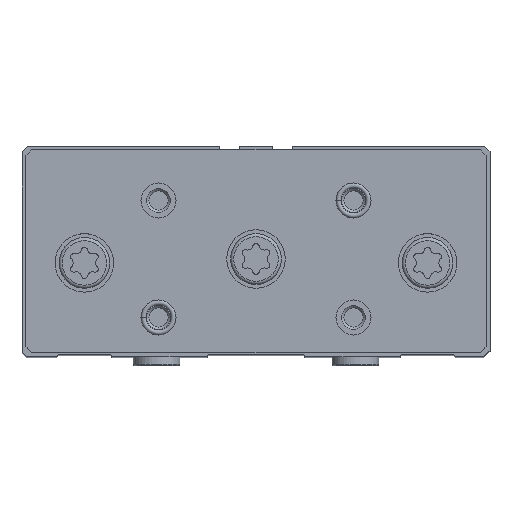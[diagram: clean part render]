
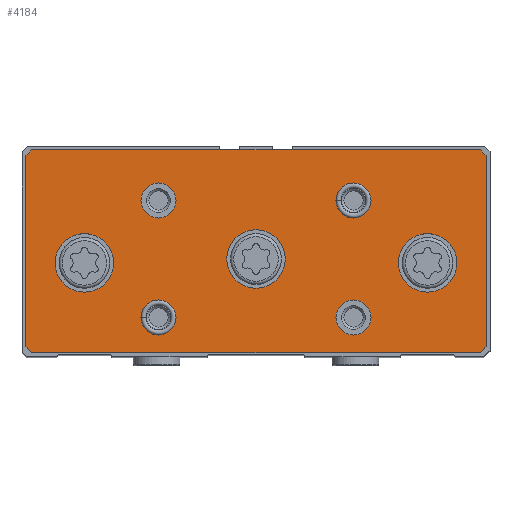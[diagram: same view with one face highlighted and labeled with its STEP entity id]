
A CAD part, top view. The second image highlights one B-rep face of the part: STEP entity #4184.
In plain terms, the highlighted face is planar.
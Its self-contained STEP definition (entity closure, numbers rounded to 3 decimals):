
#394=LINE('',#7225,#612);
#398=LINE('',#7234,#616);
#401=LINE('',#7240,#619);
#404=LINE('',#7246,#622);
#407=LINE('',#7252,#625);
#410=LINE('',#7258,#628);
#413=LINE('',#7264,#631);
#416=LINE('',#7270,#634);
#612=VECTOR('',#5912,1000.);
#616=VECTOR('',#5918,1000.);
#619=VECTOR('',#5923,1000.);
#622=VECTOR('',#5928,1000.);
#625=VECTOR('',#5933,1000.);
#628=VECTOR('',#5938,1000.);
#631=VECTOR('',#5943,1000.);
#634=VECTOR('',#5948,1000.);
#1316=ORIENTED_EDGE('',*,*,#2071,.F.);
#1317=ORIENTED_EDGE('',*,*,#2072,.F.);
#1318=ORIENTED_EDGE('',*,*,#2073,.F.);
#1319=ORIENTED_EDGE('',*,*,#2074,.F.);
#1320=ORIENTED_EDGE('',*,*,#2075,.F.);
#1321=ORIENTED_EDGE('',*,*,#2076,.F.);
#1322=ORIENTED_EDGE('',*,*,#2077,.F.);
#1323=ORIENTED_EDGE('',*,*,#2040,.T.);
#1324=ORIENTED_EDGE('',*,*,#2044,.T.);
#1325=ORIENTED_EDGE('',*,*,#2047,.T.);
#1326=ORIENTED_EDGE('',*,*,#2050,.T.);
#1327=ORIENTED_EDGE('',*,*,#2053,.T.);
#1328=ORIENTED_EDGE('',*,*,#2056,.T.);
#1329=ORIENTED_EDGE('',*,*,#2059,.T.);
#1330=ORIENTED_EDGE('',*,*,#2062,.T.);
#2040=EDGE_CURVE('',#2517,#2518,#394,.T.);
#2044=EDGE_CURVE('',#2518,#2521,#398,.T.);
#2047=EDGE_CURVE('',#2521,#2523,#401,.T.);
#2050=EDGE_CURVE('',#2523,#2525,#404,.T.);
#2053=EDGE_CURVE('',#2525,#2527,#407,.T.);
#2056=EDGE_CURVE('',#2527,#2529,#410,.T.);
#2059=EDGE_CURVE('',#2529,#2531,#413,.T.);
#2062=EDGE_CURVE('',#2531,#2517,#416,.T.);
#2071=EDGE_CURVE('',#2538,#2538,#2846,.T.);
#2072=EDGE_CURVE('',#2539,#2539,#2847,.T.);
#2073=EDGE_CURVE('',#2540,#2540,#2848,.T.);
#2074=EDGE_CURVE('',#2541,#2541,#2849,.T.);
#2075=EDGE_CURVE('',#2542,#2542,#2850,.T.);
#2076=EDGE_CURVE('',#2543,#2543,#2851,.T.);
#2077=EDGE_CURVE('',#2544,#2544,#2852,.T.);
#2517=VERTEX_POINT('',#7226);
#2518=VERTEX_POINT('',#7227);
#2521=VERTEX_POINT('',#7235);
#2523=VERTEX_POINT('',#7241);
#2525=VERTEX_POINT('',#7247);
#2527=VERTEX_POINT('',#7253);
#2529=VERTEX_POINT('',#7259);
#2531=VERTEX_POINT('',#7265);
#2538=VERTEX_POINT('',#7287);
#2539=VERTEX_POINT('',#7289);
#2540=VERTEX_POINT('',#7291);
#2541=VERTEX_POINT('',#7293);
#2542=VERTEX_POINT('',#7295);
#2543=VERTEX_POINT('',#7297);
#2544=VERTEX_POINT('',#7299);
#2846=CIRCLE('',#4880,7.5);
#2847=CIRCLE('',#4881,7.5);
#2848=CIRCLE('',#4882,7.5);
#2849=CIRCLE('',#4883,4.5);
#2850=CIRCLE('',#4884,4.5);
#2851=CIRCLE('',#4885,4.5);
#2852=CIRCLE('',#4886,4.5);
#3249=EDGE_LOOP('',(#1316));
#3250=EDGE_LOOP('',(#1317));
#3251=EDGE_LOOP('',(#1318));
#3252=EDGE_LOOP('',(#1319));
#3253=EDGE_LOOP('',(#1320));
#3254=EDGE_LOOP('',(#1321));
#3255=EDGE_LOOP('',(#1322));
#3256=EDGE_LOOP('',(#1323,#1324,#1325,#1326,#1327,#1328,#1329,#1330));
#3727=FACE_BOUND('',#3249,.T.);
#3728=FACE_BOUND('',#3250,.T.);
#3729=FACE_BOUND('',#3251,.T.);
#3730=FACE_BOUND('',#3252,.T.);
#3731=FACE_BOUND('',#3253,.T.);
#3732=FACE_BOUND('',#3254,.T.);
#3733=FACE_BOUND('',#3255,.T.);
#3734=FACE_BOUND('',#3256,.T.);
#3978=PLANE('',#4879);
#4184=ADVANCED_FACE('',(#3727,#3728,#3729,#3730,#3731,#3732,#3733,#3734),
#3978,.F.);
#4879=AXIS2_PLACEMENT_3D('',#7285,#5964,#5965);
#4880=AXIS2_PLACEMENT_3D('',#7286,#5966,#5967);
#4881=AXIS2_PLACEMENT_3D('',#7288,#5968,#5969);
#4882=AXIS2_PLACEMENT_3D('',#7290,#5970,#5971);
#4883=AXIS2_PLACEMENT_3D('',#7292,#5972,#5973);
#4884=AXIS2_PLACEMENT_3D('',#7294,#5974,#5975);
#4885=AXIS2_PLACEMENT_3D('',#7296,#5976,#5977);
#4886=AXIS2_PLACEMENT_3D('',#7298,#5978,#5979);
#5912=DIRECTION('',(0.,-1.,0.));
#5918=DIRECTION('',(0.,-0.707,-0.707));
#5923=DIRECTION('',(0.,0.,-1.));
#5928=DIRECTION('',(0.,0.707,-0.707));
#5933=DIRECTION('',(0.,1.,0.));
#5938=DIRECTION('',(0.,0.707,0.707));
#5943=DIRECTION('',(0.,0.,1.));
#5948=DIRECTION('',(0.,-0.707,0.707));
#5964=DIRECTION('',(-1.,0.,0.));
#5965=DIRECTION('',(0.,0.,1.));
#5966=DIRECTION('',(1.,0.,0.));
#5967=DIRECTION('',(0.,0.,-1.));
#5968=DIRECTION('',(1.,0.,0.));
#5969=DIRECTION('',(0.,0.,-1.));
#5970=DIRECTION('',(1.,0.,0.));
#5971=DIRECTION('',(0.,0.,-1.));
#5972=DIRECTION('',(1.,0.,0.));
#5973=DIRECTION('',(0.,0.,-1.));
#5974=DIRECTION('',(1.,0.,0.));
#5975=DIRECTION('',(0.,0.,-1.));
#5976=DIRECTION('',(1.,0.,0.));
#5977=DIRECTION('',(0.,0.,-1.));
#5978=DIRECTION('',(1.,0.,0.));
#5979=DIRECTION('',(0.,0.,-1.));
#7225=CARTESIAN_POINT('',(16.,26.5,59.));
#7226=CARTESIAN_POINT('',(16.,26.5,59.));
#7227=CARTESIAN_POINT('',(16.,-22.5,59.));
#7234=CARTESIAN_POINT('',(16.,-22.5,59.));
#7235=CARTESIAN_POINT('',(16.,-24.,57.5));
#7240=CARTESIAN_POINT('',(16.,-24.,57.5));
#7241=CARTESIAN_POINT('',(16.,-24.,-57.5));
#7246=CARTESIAN_POINT('',(16.,-24.,-57.5));
#7247=CARTESIAN_POINT('',(16.,-22.5,-59.));
#7252=CARTESIAN_POINT('',(16.,-22.5,-59.));
#7253=CARTESIAN_POINT('',(16.,26.5,-59.));
#7258=CARTESIAN_POINT('',(16.,26.5,-59.));
#7259=CARTESIAN_POINT('',(16.,28.,-57.5));
#7264=CARTESIAN_POINT('',(16.,28.,-57.5));
#7265=CARTESIAN_POINT('',(16.,28.,57.5));
#7270=CARTESIAN_POINT('',(16.,28.,57.5));
#7285=CARTESIAN_POINT('',(16.,-1.,-52.));
#7286=CARTESIAN_POINT('',(16.,-1.,-44.));
#7287=CARTESIAN_POINT('',(16.,-1.,-51.5));
#7288=CARTESIAN_POINT('',(16.,-1.,44.));
#7289=CARTESIAN_POINT('',(16.,-1.,36.5));
#7290=CARTESIAN_POINT('',(16.,0.,0.));
#7291=CARTESIAN_POINT('',(16.,0.,-7.5));
#7292=CARTESIAN_POINT('',(16.,-15.,25.));
#7293=CARTESIAN_POINT('',(16.,-15.,20.5));
#7294=CARTESIAN_POINT('',(16.,-15.,-25.));
#7295=CARTESIAN_POINT('',(16.,-15.,-29.5));
#7296=CARTESIAN_POINT('',(16.,15.,25.));
#7297=CARTESIAN_POINT('',(16.,15.,20.5));
#7298=CARTESIAN_POINT('',(16.,15.,-25.));
#7299=CARTESIAN_POINT('',(16.,15.,-29.5));
